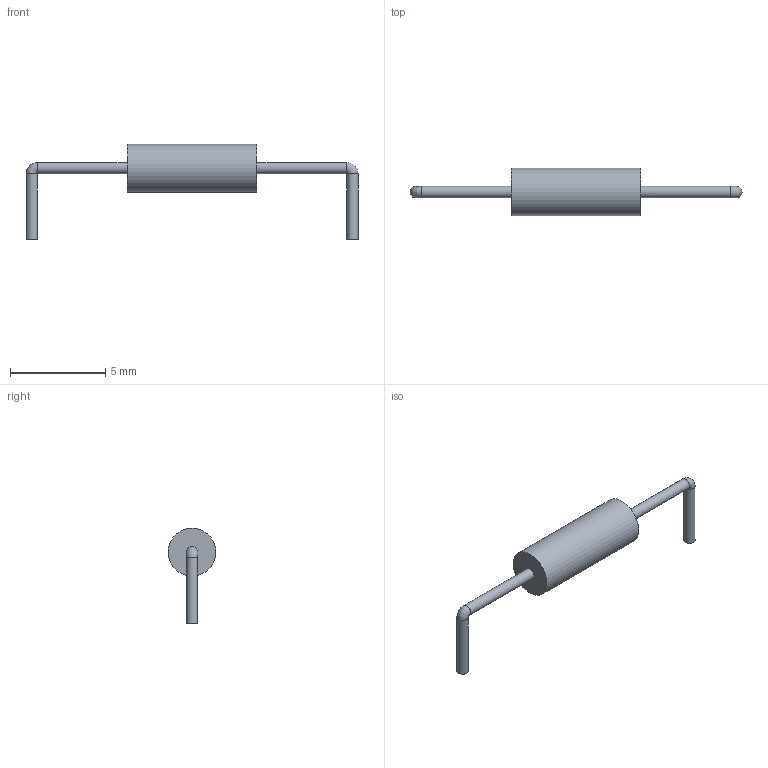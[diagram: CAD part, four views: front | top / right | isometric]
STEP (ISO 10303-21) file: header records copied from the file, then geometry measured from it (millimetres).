
FILE_DESCRIPTION(('FreeCAD Model'),'2;1');
FILE_NAME('3187223.2.1.stp','2024-04-26T10:14:04',( 'Author'),(''),'Open CASCADE STEP processor 6.9','FreeCAD','Unknown' );
FILE_SCHEMA(('AUTOMOTIVE_DESIGN { 1 0 10303 214 1 1 1 1 }'));
Length unit declared in the file: millimetre
Products named in the file (4): ASSEMBLY; SimpleBody; Sweep1; Sweep2
Assembly tree (3 placements, depth 2):
  ASSEMBLY
    SimpleBody
    Sweep1
    Sweep2
Bounding box: 17.39 x 2.5 x 5 mm (x, y, z)
Volume: 38.1 mm3; surface area: 96.3 mm2
Topology: 3 solids, 3 shells, 13 faces, 18 edges, 9 vertices
Faces by surface type: plane 6, cylinder 5, revolution 1, torus 1
Full cylindrical faces by diameter (mm): 0.59 x4, 2.5 x1
Entity records: 562 total; most frequent: CARTESIAN_POINT 96, DIRECTION 83, ORIENTED_EDGE 32, PCURVE 32, DEFINITIONAL_REPRESENTATION 32, AXIS2_PLACEMENT_3D 28, LINE 22, VECTOR 22
